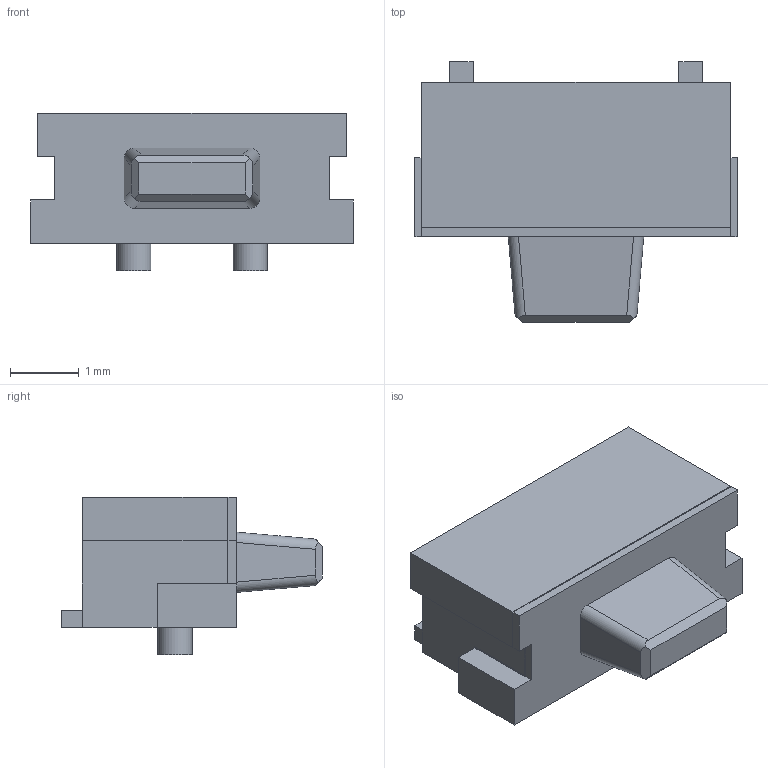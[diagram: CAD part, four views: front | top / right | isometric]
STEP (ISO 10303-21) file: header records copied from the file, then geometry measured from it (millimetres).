
FILE_DESCRIPTION(/* description */ (''),/* implementation_level */ '2;1');
FILE_NAME(/* name */ 'TS24CA v2.step',/* time_stamp */ '2025-05-10T02:23:43-03:00',/* author */ (''),/* organization */ (''),/* preprocessor_version */ 'ST-DEVELOPER v20.1',/* originating_system */ 'Autodesk Translation Framework v14.4.0.0',/* authorisation */ '');
FILE_SCHEMA (('AUTOMOTIVE_DESIGN { 1 0 10303 214 3 1 1 }'));
Length unit declared in the file: millimetre
Products named in the file (1): TS24CA
Bounding box: 4.7 x 3.8 x 2.3 mm (x, y, z)
Volume: 20.1 mm3; surface area: 90.1 mm2
Topology: 5 solids, 5 shells, 76 faces, 194 edges, 128 vertices
Faces by surface type: plane 68, cylinder 8
Full cylindrical faces by diameter (mm): 0.5 x4
Entity records: 2317 total; most frequent: CARTESIAN_POINT 399, ORIENTED_EDGE 388, DIRECTION 372, EDGE_CURVE 194, LINE 170, VECTOR 170, VERTEX_POINT 128, AXIS2_PLACEMENT_3D 101
